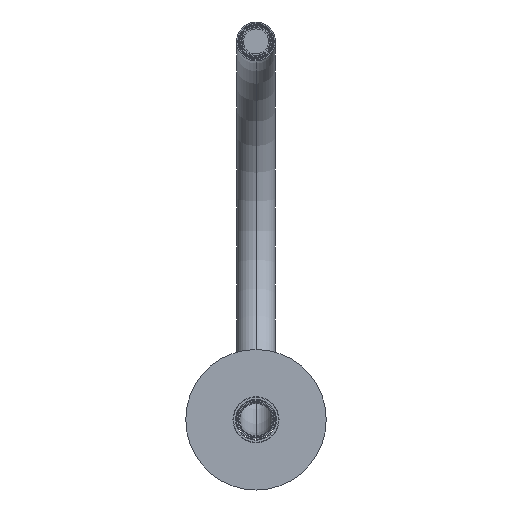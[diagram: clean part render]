
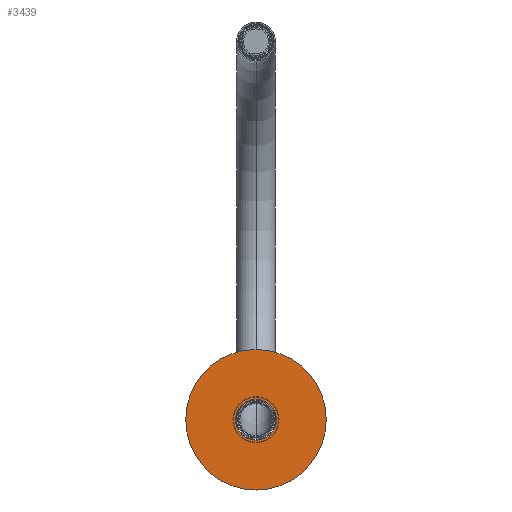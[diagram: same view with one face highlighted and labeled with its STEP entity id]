
A CAD part, front view. The second image highlights one B-rep face of the part: STEP entity #3439.
In plain terms, the highlighted face is planar.
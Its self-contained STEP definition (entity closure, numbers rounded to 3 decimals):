
#17 = DIRECTION ( 'NONE',  ( 1., 0., 0. ) ) ;
#142 = EDGE_LOOP ( 'NONE', ( #418, #2940 ) ) ;
#311 = CIRCLE ( 'NONE', #2266, 32.5 ) ;
#378 = DIRECTION ( 'NONE',  ( 0., 0., 1. ) ) ;
#418 = ORIENTED_EDGE ( 'NONE', *, *, #2934, .T. ) ;
#535 = CIRCLE ( 'NONE', #2487, 9.25 ) ;
#580 = CARTESIAN_POINT ( 'NONE',  ( 0., 0., 8. ) ) ;
#585 = CARTESIAN_POINT ( 'NONE',  ( -9.25, 0., 8. ) ) ;
#609 = CARTESIAN_POINT ( 'NONE',  ( 32.5, 0., 8. ) ) ;
#621 = CARTESIAN_POINT ( 'NONE',  ( 0., 0., 8. ) ) ;
#645 = FACE_OUTER_BOUND ( 'NONE', #142, .T. ) ;
#811 = VERTEX_POINT ( 'NONE', #1660 ) ;
#970 = CIRCLE ( 'NONE', #2924, 32.5 ) ;
#1013 = EDGE_CURVE ( 'NONE', #811, #1438, #3136, .T. ) ;
#1146 = EDGE_LOOP ( 'NONE', ( #1520, #3392 ) ) ;
#1307 = CARTESIAN_POINT ( 'NONE',  ( 0., 0., 8. ) ) ;
#1365 = CARTESIAN_POINT ( 'NONE',  ( 0., 0., 8. ) ) ;
#1438 = VERTEX_POINT ( 'NONE', #585 ) ;
#1469 = DIRECTION ( 'NONE',  ( 1., 0., 0. ) ) ;
#1520 = ORIENTED_EDGE ( 'NONE', *, *, #2238, .F. ) ;
#1644 = AXIS2_PLACEMENT_3D ( 'NONE', #580, #1666, #2707 ) ;
#1660 = CARTESIAN_POINT ( 'NONE',  ( 9.25, 0., 8. ) ) ;
#1666 = DIRECTION ( 'NONE',  ( 0., 0., 1. ) ) ;
#1701 = DIRECTION ( 'NONE',  ( 0., 0., 1. ) ) ;
#1725 = PLANE ( 'NONE',  #2209 ) ;
#2042 = EDGE_CURVE ( 'NONE', #3068, #2474, #311, .T. ) ;
#2209 = AXIS2_PLACEMENT_3D ( 'NONE', #2776, #378, #1469 ) ;
#2238 = EDGE_CURVE ( 'NONE', #1438, #811, #535, .T. ) ;
#2266 = AXIS2_PLACEMENT_3D ( 'NONE', #621, #1701, #2746 ) ;
#2341 = DIRECTION ( 'NONE',  ( 0., 0., 1. ) ) ;
#2403 = DIRECTION ( 'NONE',  ( 0., 0., 1. ) ) ;
#2474 = VERTEX_POINT ( 'NONE', #609 ) ;
#2487 = AXIS2_PLACEMENT_3D ( 'NONE', #1307, #2341, #3408 ) ;
#2707 = DIRECTION ( 'NONE',  ( 1., 0., 0. ) ) ;
#2746 = DIRECTION ( 'NONE',  ( 1., 0., 0. ) ) ;
#2776 = CARTESIAN_POINT ( 'NONE',  ( 0., 0., 8. ) ) ;
#2924 = AXIS2_PLACEMENT_3D ( 'NONE', #1365, #2403, #17 ) ;
#2934 = EDGE_CURVE ( 'NONE', #2474, #3068, #970, .T. ) ;
#2940 = ORIENTED_EDGE ( 'NONE', *, *, #2042, .T. ) ;
#3034 = FACE_BOUND ( 'NONE', #1146, .T. ) ;
#3059 = CARTESIAN_POINT ( 'NONE',  ( -32.5, 0., 8. ) ) ;
#3068 = VERTEX_POINT ( 'NONE', #3059 ) ;
#3136 = CIRCLE ( 'NONE', #1644, 9.25 ) ;
#3392 = ORIENTED_EDGE ( 'NONE', *, *, #1013, .F. ) ;
#3408 = DIRECTION ( 'NONE',  ( 1., 0., 0. ) ) ;
#3439 = ADVANCED_FACE ( 'NONE', ( #3034, #645 ), #1725, .T. ) ;
